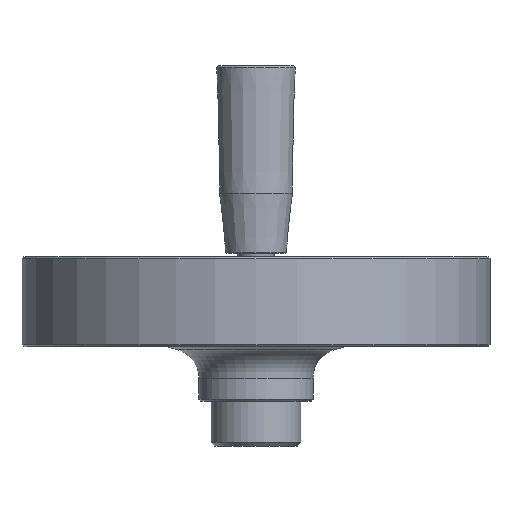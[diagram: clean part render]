
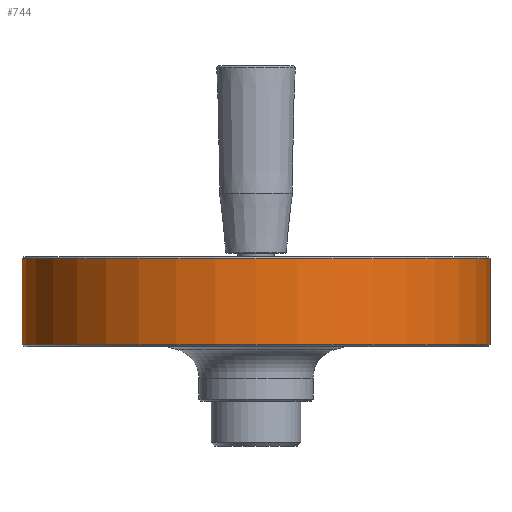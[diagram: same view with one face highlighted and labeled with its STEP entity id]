
A CAD part, front view. The second image highlights one B-rep face of the part: STEP entity #744.
In plain terms, the highlighted cylindrical face has radius 62.5 mm (diameter 125 mm), a full revolution.
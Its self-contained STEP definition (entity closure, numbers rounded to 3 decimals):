
#744 = ADVANCED_FACE( '', ( #1589, #1590 ), #1591, .T. );
#1589 = FACE_OUTER_BOUND( '', #3356, .T. );
#1590 = FACE_OUTER_BOUND( '', #3357, .T. );
#1591 = CYLINDRICAL_SURFACE( '', #3358, 62.5 );
#3356 = EDGE_LOOP( '', ( #5540 ) );
#3357 = EDGE_LOOP( '', ( #5541 ) );
#3358 = AXIS2_PLACEMENT_3D( '', #5542, #5543, #5544 );
#5540 = ORIENTED_EDGE( '', *, *, #6220, .T. );
#5541 = ORIENTED_EDGE( '', *, *, #6298, .T. );
#5542 = CARTESIAN_POINT( '', ( 0., 0., 57.15 ) );
#5543 = DIRECTION( '', ( 0., 0., -1. ) );
#5544 = DIRECTION( '', ( 1., 0., 0. ) );
#6220 = EDGE_CURVE( '', #7328, #7328, #7329, .T. );
#6298 = EDGE_CURVE( '', #7456, #7456, #7457, .T. );
#7328 = VERTEX_POINT( '', #9011 );
#7329 = CIRCLE( '', #9012, 62.5 );
#7456 = VERTEX_POINT( '', #9274 );
#7457 = CIRCLE( '', #9275, 62.5 );
#9011 = CARTESIAN_POINT( '', ( 62.5, 0., 15. ) );
#9012 = AXIS2_PLACEMENT_3D( '', #11322, #11323, #11324 );
#9274 = CARTESIAN_POINT( '', ( -62.5, 0., 38. ) );
#9275 = AXIS2_PLACEMENT_3D( '', #11421, #11422, #11423 );
#11322 = CARTESIAN_POINT( '', ( 0., 0., 15. ) );
#11323 = DIRECTION( '', ( 0., 0., 1. ) );
#11324 = DIRECTION( '', ( 1., 0., 0. ) );
#11421 = CARTESIAN_POINT( '', ( 0., 0., 38. ) );
#11422 = DIRECTION( '', ( 0., 0., -1. ) );
#11423 = DIRECTION( '', ( -1., 0., 0. ) );
